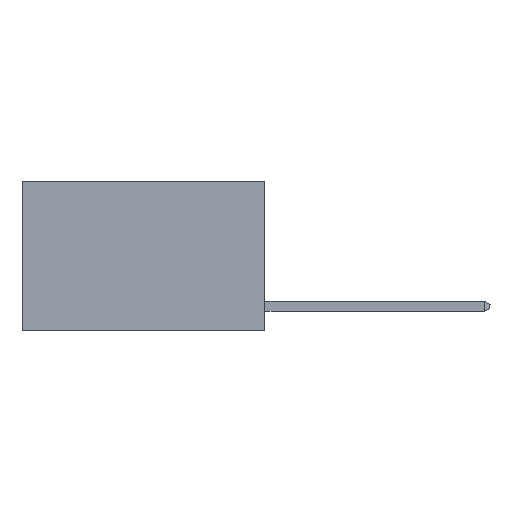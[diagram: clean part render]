
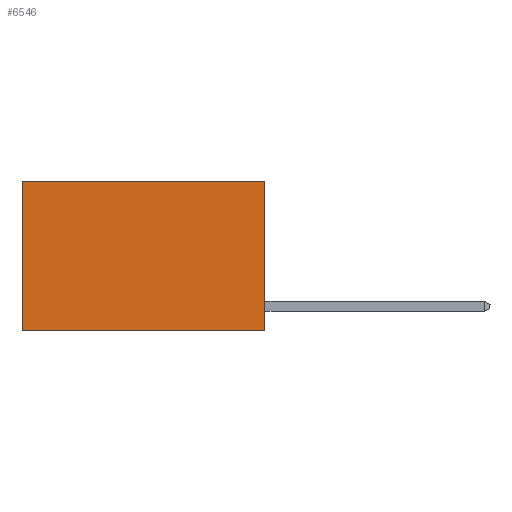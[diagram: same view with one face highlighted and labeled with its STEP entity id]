
A CAD part, left-side view. The second image highlights one B-rep face of the part: STEP entity #6546.
In plain terms, the highlighted planar face has unit normal (-1, 0, 0).
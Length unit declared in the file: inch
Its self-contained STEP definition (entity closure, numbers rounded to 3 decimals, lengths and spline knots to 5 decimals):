
#144 = CARTESIAN_POINT ( 'NONE',  ( 0.2625, 0., -0.37 ) ) ;
#295 = CARTESIAN_POINT ( 'NONE',  ( 0.2625, 0.6, 0. ) ) ;
#634 = EDGE_CURVE ( 'NONE', #1739, #3624, #9304, .T. ) ;
#800 = DIRECTION ( 'NONE',  ( 0., 1., 0. ) ) ;
#1082 = FACE_OUTER_BOUND ( 'NONE', #1865, .T. ) ;
#1395 = EDGE_CURVE ( 'NONE', #3624, #5405, #5582, .T. ) ;
#1401 = CARTESIAN_POINT ( 'NONE',  ( 0.2625, 0., 0. ) ) ;
#1498 = EDGE_CURVE ( 'NONE', #3808, #5405, #3983, .T. ) ;
#1525 = EDGE_CURVE ( 'NONE', #1739, #3808, #3268, .T. ) ;
#1650 = CARTESIAN_POINT ( 'NONE',  ( 0.2625, 0., 0. ) ) ;
#1739 = VERTEX_POINT ( 'NONE', #1650 ) ;
#1757 = CARTESIAN_POINT ( 'NONE',  ( 0.2625, 0., 0. ) ) ;
#1865 = EDGE_LOOP ( 'NONE', ( #6011, #6022, #6062, #6118 ) ) ;
#3108 = VECTOR ( 'NONE', #7846, 39.37008 ) ;
#3204 = CARTESIAN_POINT ( 'NONE',  ( 0.2625, 0.6, 0. ) ) ;
#3268 = LINE ( 'NONE', #1757, #3108 ) ;
#3452 = CARTESIAN_POINT ( 'NONE',  ( 0.2625, 0.6, -0.37 ) ) ;
#3624 = VERTEX_POINT ( 'NONE', #295 ) ;
#3678 = VECTOR ( 'NONE', #800, 39.37008 ) ;
#3808 = VERTEX_POINT ( 'NONE', #144 ) ;
#3983 = LINE ( 'NONE', #5641, #3678 ) ;
#4959 = DIRECTION ( 'NONE',  ( 0., 0., -1. ) ) ;
#4975 = DIRECTION ( 'NONE',  ( 1., 0., 0. ) ) ;
#4977 = AXIS2_PLACEMENT_3D ( 'NONE', #5175, #4975, #4959 ) ;
#5002 = PLANE ( 'NONE',  #4977 ) ;
#5175 = CARTESIAN_POINT ( 'NONE',  ( 0.2625, 0., 0. ) ) ;
#5405 = VERTEX_POINT ( 'NONE', #3452 ) ;
#5485 = VECTOR ( 'NONE', #9240, 39.37008 ) ;
#5582 = LINE ( 'NONE', #3204, #5485 ) ;
#5641 = CARTESIAN_POINT ( 'NONE',  ( 0.2625, 0., -0.37 ) ) ;
#6011 = ORIENTED_EDGE ( 'NONE', *, *, #1395, .T. ) ;
#6022 = ORIENTED_EDGE ( 'NONE', *, *, #1498, .F. ) ;
#6062 = ORIENTED_EDGE ( 'NONE', *, *, #1525, .F. ) ;
#6118 = ORIENTED_EDGE ( 'NONE', *, *, #634, .T. ) ;
#6546 = ADVANCED_FACE ( 'NONE', ( #1082 ), #5002, .F. ) ;
#7846 = DIRECTION ( 'NONE',  ( 0., 0., -1. ) ) ;
#9057 = VECTOR ( 'NONE', #10134, 39.37008 ) ;
#9240 = DIRECTION ( 'NONE',  ( 0., 0., -1. ) ) ;
#9304 = LINE ( 'NONE', #1401, #9057 ) ;
#10134 = DIRECTION ( 'NONE',  ( 0., 1., 0. ) ) ;
